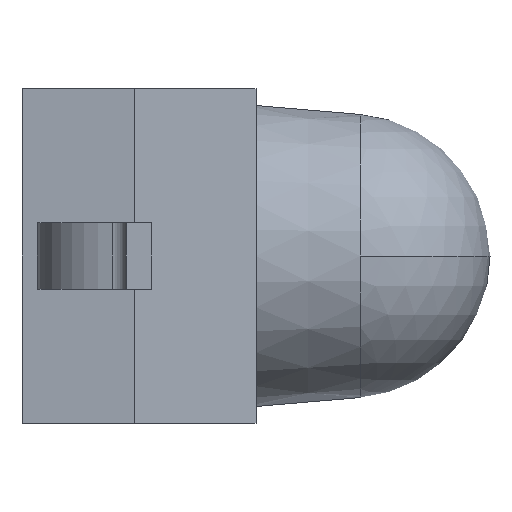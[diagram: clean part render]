
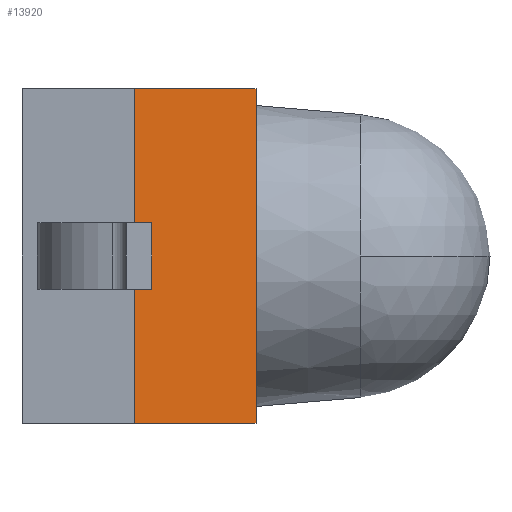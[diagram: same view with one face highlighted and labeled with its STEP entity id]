
A CAD part, left-side view. The second image highlights one B-rep face of the part: STEP entity #13920.
In plain terms, the highlighted planar face has unit normal (-0.998, -0.07, 0).
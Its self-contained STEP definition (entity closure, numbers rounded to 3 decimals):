
#1481 = CARTESIAN_POINT ( 'NONE',  ( -1.199, -0.7, -1. ) ) ;
#1492 = DIRECTION ( 'NONE',  ( 0., 0., -1. ) ) ;
#1493 = VECTOR ( 'NONE', #1492, 1000. ) ;
#1494 = CARTESIAN_POINT ( 'NONE',  ( -1.199, -0.7, 1. ) ) ;
#1495 = LINE ( 'NONE', #1494, #1493 ) ;
#2022 = DIRECTION ( 'NONE',  ( 0., 0., -1. ) ) ;
#2023 = VECTOR ( 'NONE', #2022, 1000. ) ;
#2024 = CARTESIAN_POINT ( 'NONE',  ( -1.25, 0.025, 1. ) ) ;
#2025 = LINE ( 'NONE', #2024, #2023 ) ;
#2027 = CARTESIAN_POINT ( 'NONE',  ( -1.25, 0.025, -1. ) ) ;
#2219 = FACE_OUTER_BOUND ( 'NONE', #13867, .T. ) ;
#2246 = DIRECTION ( 'NONE',  ( 0.07, -0.998, 0. ) ) ;
#2247 = VECTOR ( 'NONE', #2246, 1000. ) ;
#2248 = CARTESIAN_POINT ( 'NONE',  ( -0.813, -6.224, -1. ) ) ;
#2250 = DIRECTION ( 'NONE',  ( -0.07, 0.998, 0. ) ) ;
#2251 = DIRECTION ( 'NONE',  ( 0.998, 0.07, 0. ) ) ;
#2252 = CARTESIAN_POINT ( 'NONE',  ( -0.813, -6.224, 1. ) ) ;
#2253 = AXIS2_PLACEMENT_3D ( 'NONE', #2252, #2251, #2250 ) ;
#2254 = LINE ( 'NONE', #2248, #2247 ) ;
#2255 = PLANE ( 'NONE',  #2253 ) ;
#5277 = CARTESIAN_POINT ( 'NONE',  ( -1.199, -0.7, 1. ) ) ;
#5491 = CARTESIAN_POINT ( 'NONE',  ( -1.25, 0.025, 1. ) ) ;
#5575 = DIRECTION ( 'NONE',  ( 0.07, -0.998, 0. ) ) ;
#5576 = VECTOR ( 'NONE', #5575, 1000. ) ;
#5577 = CARTESIAN_POINT ( 'NONE',  ( -0.813, -6.224, 1. ) ) ;
#5578 = LINE ( 'NONE', #5577, #5576 ) ;
#13697 = EDGE_CURVE ( 'NONE', #14586, #13708, #1495, .T. ) ;
#13708 = VERTEX_POINT ( 'NONE', #1481 ) ;
#13860 = VERTEX_POINT ( 'NONE', #2027 ) ;
#13863 = EDGE_CURVE ( 'NONE', #14622, #13860, #2025, .T. ) ;
#13867 = EDGE_LOOP ( 'NONE', ( #13921, #13923, #13924, #13925 ) ) ;
#13920 = ADVANCED_FACE ( 'NONE', ( #2219 ), #2255, .F. ) ;
#13921 = ORIENTED_EDGE ( 'NONE', *, *, #13922, .T. ) ;
#13922 = EDGE_CURVE ( 'NONE', #13860, #13708, #2254, .T. ) ;
#13923 = ORIENTED_EDGE ( 'NONE', *, *, #13697, .F. ) ;
#13924 = ORIENTED_EDGE ( 'NONE', *, *, #14652, .F. ) ;
#13925 = ORIENTED_EDGE ( 'NONE', *, *, #13863, .T. ) ;
#14586 = VERTEX_POINT ( 'NONE', #5277 ) ;
#14622 = VERTEX_POINT ( 'NONE', #5491 ) ;
#14652 = EDGE_CURVE ( 'NONE', #14622, #14586, #5578, .T. ) ;
